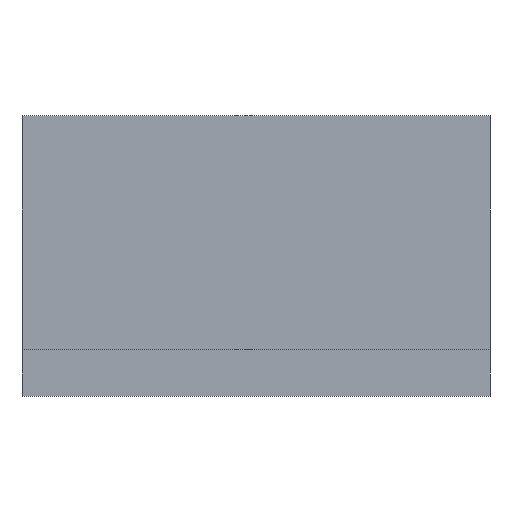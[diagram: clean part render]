
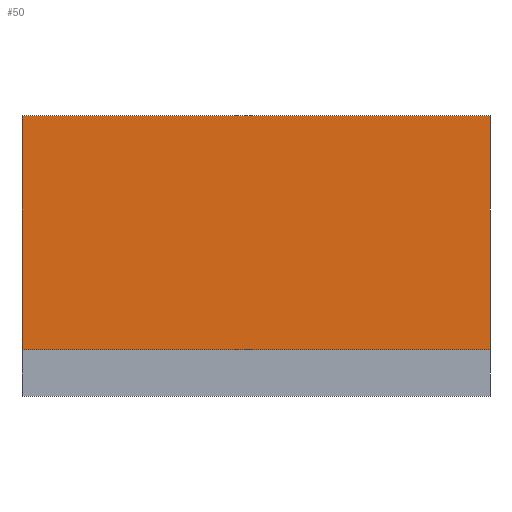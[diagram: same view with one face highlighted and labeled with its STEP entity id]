
A CAD part, top view. The second image highlights one B-rep face of the part: STEP entity #50.
In plain terms, the highlighted planar face has unit normal (0, 0, 1).
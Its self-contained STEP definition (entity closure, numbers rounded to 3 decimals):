
#50=ADVANCED_FACE('',(#69),#71,.T.);
#69=FACE_BOUND('',#70,.T.);
#70=EDGE_LOOP('',(#83,#84,#85,#86));
#71=PLANE('',#72);
#72=AXIS2_PLACEMENT_3D('',#73,#74,#75);
#73=CARTESIAN_POINT('',(0.,0.,0.));
#74=DIRECTION('',(0.,0.,1.));
#75=DIRECTION('',(1.,0.,0.));
#83=ORIENTED_EDGE('',*,*,#91,.T.);
#84=ORIENTED_EDGE('',*,*,#92,.T.);
#85=ORIENTED_EDGE('',*,*,#93,.T.);
#86=ORIENTED_EDGE('',*,*,#94,.T.);
#91=EDGE_CURVE('',#99,#100,#101,.T.);
#92=EDGE_CURVE('',#100,#102,#103,.T.);
#93=EDGE_CURVE('',#102,#104,#105,.T.);
#94=EDGE_CURVE('',#104,#99,#106,.T.);
#99=VERTEX_POINT('',#115);
#100=VERTEX_POINT('',#116);
#101=LINE('',#117,#118);
#102=VERTEX_POINT('',#120);
#103=LINE('',#121,#122);
#104=VERTEX_POINT('',#124);
#105=LINE('',#125,#126);
#106=LINE('',#128,#129);
#115=CARTESIAN_POINT('',(0.,0.012,0.));
#116=CARTESIAN_POINT('',(0.,0.002,0.));
#117=CARTESIAN_POINT('',(0.,0.012,0.));
#118=VECTOR('',#119,1.);
#119=DIRECTION('',(0.,-1.,0.));
#120=CARTESIAN_POINT('',(0.02,0.002,0.));
#121=CARTESIAN_POINT('',(0.,0.002,0.));
#122=VECTOR('',#123,1.);
#123=DIRECTION('',(1.,0.,0.));
#124=CARTESIAN_POINT('',(0.02,0.012,0.));
#125=CARTESIAN_POINT('',(0.02,0.002,0.));
#126=VECTOR('',#127,1.);
#127=DIRECTION('',(0.,1.,0.));
#128=CARTESIAN_POINT('',(0.02,0.012,0.));
#129=VECTOR('',#130,1.);
#130=DIRECTION('',(-1.,0.,0.));
